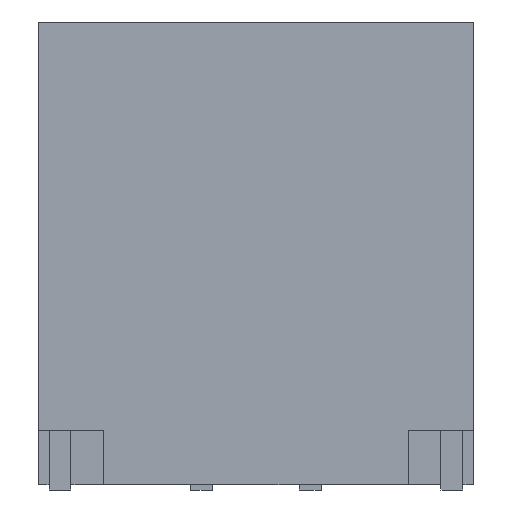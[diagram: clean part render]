
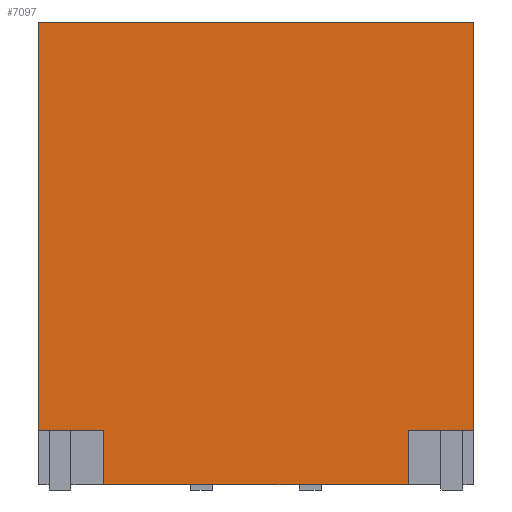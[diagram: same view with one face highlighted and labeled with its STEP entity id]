
A CAD part, front view. The second image highlights one B-rep face of the part: STEP entity #7097.
In plain terms, the highlighted planar face has unit normal (0, -1, 0).
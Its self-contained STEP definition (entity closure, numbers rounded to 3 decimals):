
#95 = VECTOR ( 'NONE', #11568, 1000. ) ;
#271 = VECTOR ( 'NONE', #10683, 1000. ) ;
#998 = CARTESIAN_POINT ( 'NONE',  ( -1.4, -1.45, 0.5 ) ) ;
#1196 = ORIENTED_EDGE ( 'NONE', *, *, #2852, .F. ) ;
#1993 = CARTESIAN_POINT ( 'NONE',  ( 1.4, -1.45, 0.5 ) ) ;
#2084 = EDGE_CURVE ( 'NONE', #6416, #10951, #11224, .T. ) ;
#2095 = CARTESIAN_POINT ( 'NONE',  ( 1.4, -1.45, 0.5 ) ) ;
#2812 = CARTESIAN_POINT ( 'NONE',  ( 2., -1.45, 0.5 ) ) ;
#2852 = EDGE_CURVE ( 'NONE', #6717, #6109, #10152, .T. ) ;
#3190 = ORIENTED_EDGE ( 'NONE', *, *, #2084, .T. ) ;
#3281 = CARTESIAN_POINT ( 'NONE',  ( 2., -1.45, 4.25 ) ) ;
#3546 = VERTEX_POINT ( 'NONE', #998 ) ;
#4212 = ORIENTED_EDGE ( 'NONE', *, *, #8939, .F. ) ;
#4982 = CARTESIAN_POINT ( 'NONE',  ( 1.4, -1.45, 0. ) ) ;
#5058 = CARTESIAN_POINT ( 'NONE',  ( 2., -1.45, 0.5 ) ) ;
#5103 = VECTOR ( 'NONE', #11449, 1000. ) ;
#5756 = ORIENTED_EDGE ( 'NONE', *, *, #12961, .T. ) ;
#6109 = VERTEX_POINT ( 'NONE', #5058 ) ;
#6207 = VECTOR ( 'NONE', #13137, 1000. ) ;
#6285 = EDGE_LOOP ( 'NONE', ( #7294, #5756, #4212, #6662, #1196, #7918, #3190, #10236 ) ) ;
#6416 = VERTEX_POINT ( 'NONE', #11467 ) ;
#6662 = ORIENTED_EDGE ( 'NONE', *, *, #7045, .F. ) ;
#6717 = VERTEX_POINT ( 'NONE', #11448 ) ;
#6853 = DIRECTION ( 'NONE',  ( 1., 0., 0. ) ) ;
#7045 = EDGE_CURVE ( 'NONE', #6109, #10095, #8534, .T. ) ;
#7097 = ADVANCED_FACE ( 'NONE', ( #13250 ), #14508, .F. ) ;
#7178 = CARTESIAN_POINT ( 'NONE',  ( -2., -1.45, 0. ) ) ;
#7294 = ORIENTED_EDGE ( 'NONE', *, *, #11004, .T. ) ;
#7374 = CARTESIAN_POINT ( 'NONE',  ( -1.4, -1.45, 0. ) ) ;
#7543 = VERTEX_POINT ( 'NONE', #7374 ) ;
#7759 = LINE ( 'NONE', #2095, #9857 ) ;
#7918 = ORIENTED_EDGE ( 'NONE', *, *, #13604, .F. ) ;
#7942 = CARTESIAN_POINT ( 'NONE',  ( -2., -1.45, 4.25 ) ) ;
#8534 = LINE ( 'NONE', #2812, #271 ) ;
#8844 = EDGE_CURVE ( 'NONE', #10951, #3546, #10070, .T. ) ;
#8902 = DIRECTION ( 'NONE',  ( 0., 1., 0. ) ) ;
#8939 = EDGE_CURVE ( 'NONE', #10095, #8943, #7759, .T. ) ;
#8943 = VERTEX_POINT ( 'NONE', #4982 ) ;
#9358 = LINE ( 'NONE', #9580, #95 ) ;
#9580 = CARTESIAN_POINT ( 'NONE',  ( -2., -1.45, 4.25 ) ) ;
#9623 = VECTOR ( 'NONE', #6853, 1000. ) ;
#9816 = AXIS2_PLACEMENT_3D ( 'NONE', #7942, #8902, #12295 ) ;
#9857 = VECTOR ( 'NONE', #11584, 1000. ) ;
#10036 = CARTESIAN_POINT ( 'NONE',  ( -2., -1.45, 0.5 ) ) ;
#10070 = LINE ( 'NONE', #14542, #9623 ) ;
#10095 = VERTEX_POINT ( 'NONE', #1993 ) ;
#10152 = LINE ( 'NONE', #3281, #5103 ) ;
#10189 = CARTESIAN_POINT ( 'NONE',  ( -1.4, -1.45, 0.5 ) ) ;
#10236 = ORIENTED_EDGE ( 'NONE', *, *, #8844, .T. ) ;
#10289 = CARTESIAN_POINT ( 'NONE',  ( -2., -1.45, 4.25 ) ) ;
#10683 = DIRECTION ( 'NONE',  ( -1., 0., 0. ) ) ;
#10951 = VERTEX_POINT ( 'NONE', #10036 ) ;
#11004 = EDGE_CURVE ( 'NONE', #3546, #7543, #13551, .T. ) ;
#11224 = LINE ( 'NONE', #10289, #12793 ) ;
#11448 = CARTESIAN_POINT ( 'NONE',  ( 2., -1.45, 4.25 ) ) ;
#11449 = DIRECTION ( 'NONE',  ( 0., 0., -1. ) ) ;
#11460 = VECTOR ( 'NONE', #11478, 1000. ) ;
#11467 = CARTESIAN_POINT ( 'NONE',  ( -2., -1.45, 4.25 ) ) ;
#11478 = DIRECTION ( 'NONE',  ( 1., 0., 0. ) ) ;
#11568 = DIRECTION ( 'NONE',  ( 1., 0., 0. ) ) ;
#11584 = DIRECTION ( 'NONE',  ( 0., 0., -1. ) ) ;
#12295 = DIRECTION ( 'NONE',  ( 0., 0., 1. ) ) ;
#12716 = LINE ( 'NONE', #7178, #11460 ) ;
#12793 = VECTOR ( 'NONE', #13579, 1000. ) ;
#12961 = EDGE_CURVE ( 'NONE', #7543, #8943, #12716, .T. ) ;
#13137 = DIRECTION ( 'NONE',  ( 0., 0., -1. ) ) ;
#13250 = FACE_OUTER_BOUND ( 'NONE', #6285, .T. ) ;
#13551 = LINE ( 'NONE', #10189, #6207 ) ;
#13579 = DIRECTION ( 'NONE',  ( 0., 0., -1. ) ) ;
#13604 = EDGE_CURVE ( 'NONE', #6416, #6717, #9358, .T. ) ;
#14508 = PLANE ( 'NONE',  #9816 ) ;
#14542 = CARTESIAN_POINT ( 'NONE',  ( -2., -1.45, 0.5 ) ) ;
